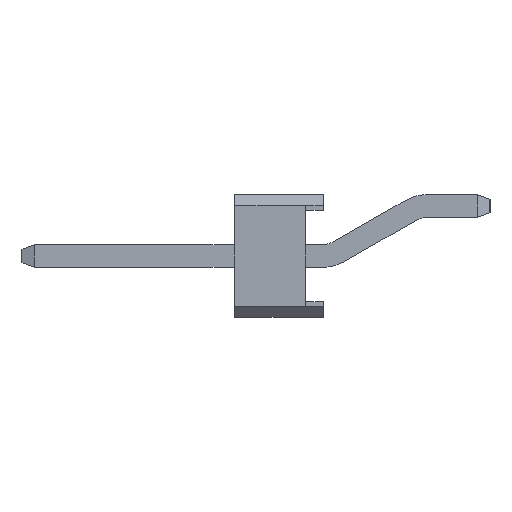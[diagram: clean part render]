
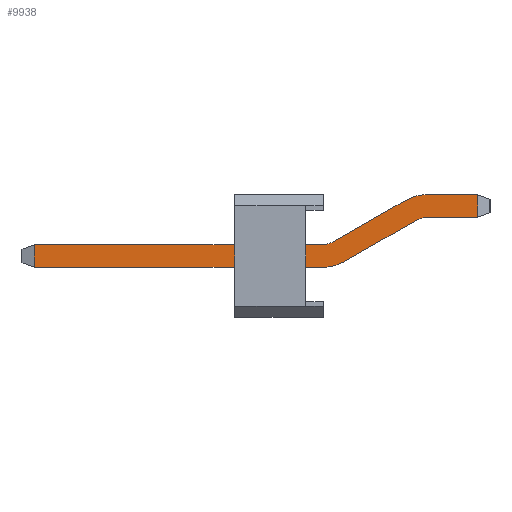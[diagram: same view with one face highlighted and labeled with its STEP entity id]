
A CAD part, left-side view. The second image highlights one B-rep face of the part: STEP entity #9938.
In plain terms, the highlighted planar face has unit normal (-1, 0, 0).
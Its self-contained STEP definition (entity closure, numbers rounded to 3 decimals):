
#120=PLANE('',#10552);
#636=FACE_OUTER_BOUND('',#1196,.T.);
#1196=EDGE_LOOP('',(#7181,#7182,#7183,#7184,#7185,#7186,#7187,#7188,#7189,
#7190,#7191,#7192));
#1817=LINE('',#14057,#3161);
#1821=LINE('',#14069,#3165);
#1830=LINE('',#14089,#3174);
#1833=LINE('',#14099,#3177);
#1837=LINE('',#14111,#3181);
#1846=LINE('',#14129,#3190);
#1849=LINE('',#14134,#3193);
#1850=LINE('',#14135,#3194);
#3161=VECTOR('',#11363,1000.);
#3165=VECTOR('',#11375,1000.);
#3174=VECTOR('',#11388,1000.);
#3177=VECTOR('',#11399,1000.);
#3181=VECTOR('',#11411,1000.);
#3190=VECTOR('',#11424,1000.);
#3193=VECTOR('',#11431,1000.);
#3194=VECTOR('',#11432,1000.);
#4431=CIRCLE('',#10532,0.5);
#4433=CIRCLE('',#10536,1.14);
#4435=CIRCLE('',#10542,0.5);
#4437=CIRCLE('',#10546,1.14);
#4591=VERTEX_POINT('',#14047);
#4592=VERTEX_POINT('',#14048);
#4595=VERTEX_POINT('',#14056);
#4597=VERTEX_POINT('',#14062);
#4599=VERTEX_POINT('',#14068);
#4607=VERTEX_POINT('',#14086);
#4608=VERTEX_POINT('',#14088);
#4609=VERTEX_POINT('',#14092);
#4611=VERTEX_POINT('',#14098);
#4613=VERTEX_POINT('',#14104);
#4615=VERTEX_POINT('',#14110);
#4622=VERTEX_POINT('',#14127);
#5561=EDGE_CURVE('',#4591,#4592,#4431,.T.);
#5565=EDGE_CURVE('',#4592,#4595,#1817,.T.);
#5568=EDGE_CURVE('',#4595,#4597,#4433,.T.);
#5571=EDGE_CURVE('',#4597,#4599,#1821,.T.);
#5580=EDGE_CURVE('',#4607,#4608,#1830,.T.);
#5582=EDGE_CURVE('',#4608,#4609,#4435,.T.);
#5585=EDGE_CURVE('',#4609,#4611,#1833,.T.);
#5588=EDGE_CURVE('',#4611,#4613,#4437,.T.);
#5591=EDGE_CURVE('',#4613,#4615,#1837,.T.);
#5600=EDGE_CURVE('',#4622,#4591,#1846,.T.);
#5603=EDGE_CURVE('',#4607,#4599,#1849,.T.);
#5604=EDGE_CURVE('',#4622,#4615,#1850,.T.);
#7181=ORIENTED_EDGE('',*,*,#5580,.F.);
#7182=ORIENTED_EDGE('',*,*,#5603,.T.);
#7183=ORIENTED_EDGE('',*,*,#5571,.F.);
#7184=ORIENTED_EDGE('',*,*,#5568,.F.);
#7185=ORIENTED_EDGE('',*,*,#5565,.F.);
#7186=ORIENTED_EDGE('',*,*,#5561,.F.);
#7187=ORIENTED_EDGE('',*,*,#5600,.F.);
#7188=ORIENTED_EDGE('',*,*,#5604,.T.);
#7189=ORIENTED_EDGE('',*,*,#5591,.F.);
#7190=ORIENTED_EDGE('',*,*,#5588,.F.);
#7191=ORIENTED_EDGE('',*,*,#5585,.F.);
#7192=ORIENTED_EDGE('',*,*,#5582,.F.);
#9938=ADVANCED_FACE('',(#636),#120,.T.);
#10532=AXIS2_PLACEMENT_3D('',#14049,#11355,#11356);
#10536=AXIS2_PLACEMENT_3D('',#14063,#11368,#11369);
#10542=AXIS2_PLACEMENT_3D('',#14093,#11392,#11393);
#10546=AXIS2_PLACEMENT_3D('',#14105,#11404,#11405);
#10552=AXIS2_PLACEMENT_3D('',#14133,#11429,#11430);
#11355=DIRECTION('center_axis',(-1.,0.,0.));
#11356=DIRECTION('ref_axis',(0.,0.,-1.));
#11363=DIRECTION('',(0.,-0.868,0.497));
#11368=DIRECTION('center_axis',(1.,0.,0.));
#11369=DIRECTION('ref_axis',(0.,0.,1.));
#11375=DIRECTION('',(0.,-1.,0.));
#11388=DIRECTION('',(0.,1.,0.));
#11392=DIRECTION('center_axis',(-1.,0.,0.));
#11393=DIRECTION('ref_axis',(0.,0.,-1.));
#11399=DIRECTION('',(0.,0.868,-0.497));
#11404=DIRECTION('center_axis',(1.,0.,0.));
#11405=DIRECTION('ref_axis',(0.,0.,1.));
#11411=DIRECTION('',(0.,1.,0.));
#11424=DIRECTION('',(0.,-1.,0.));
#11429=DIRECTION('center_axis',(-1.,0.,0.));
#11430=DIRECTION('ref_axis',(0.,0.,1.));
#11431=DIRECTION('',(0.,0.,1.));
#11432=DIRECTION('',(0.,0.,-1.));
#14047=CARTESIAN_POINT('',(-2.86,4.7,0.32));
#14048=CARTESIAN_POINT('',(-2.86,4.452,0.386));
#14049=CARTESIAN_POINT('Origin',(-2.86,4.7,0.82));
#14056=CARTESIAN_POINT('',(-2.86,2.366,1.579));
#14057=CARTESIAN_POINT('',(-2.86,2.366,1.579));
#14062=CARTESIAN_POINT('',(-2.86,1.8,1.73));
#14063=CARTESIAN_POINT('Origin',(-2.86,1.8,0.59));
#14068=CARTESIAN_POINT('',(-2.86,0.35,1.73));
#14069=CARTESIAN_POINT('',(-2.86,0.,1.73));
#14086=CARTESIAN_POINT('',(-2.86,0.35,1.09));
#14088=CARTESIAN_POINT('',(-2.86,1.8,1.09));
#14089=CARTESIAN_POINT('',(-2.86,1.8,1.09));
#14092=CARTESIAN_POINT('',(-2.86,2.048,1.024));
#14093=CARTESIAN_POINT('Origin',(-2.86,1.8,0.59));
#14098=CARTESIAN_POINT('',(-2.86,4.134,-0.169));
#14099=CARTESIAN_POINT('',(-2.86,4.134,-0.169));
#14104=CARTESIAN_POINT('',(-2.86,4.7,-0.32));
#14105=CARTESIAN_POINT('Origin',(-2.86,4.7,0.82));
#14110=CARTESIAN_POINT('',(-2.86,12.85,-0.32));
#14111=CARTESIAN_POINT('',(-2.86,13.2,-0.32));
#14127=CARTESIAN_POINT('',(-2.86,12.85,0.32));
#14129=CARTESIAN_POINT('',(-2.86,7.2,0.32));
#14133=CARTESIAN_POINT('Origin',(-2.86,4.7,0.82));
#14134=CARTESIAN_POINT('',(-2.86,0.35,1.73));
#14135=CARTESIAN_POINT('',(-2.86,12.85,-0.32));
